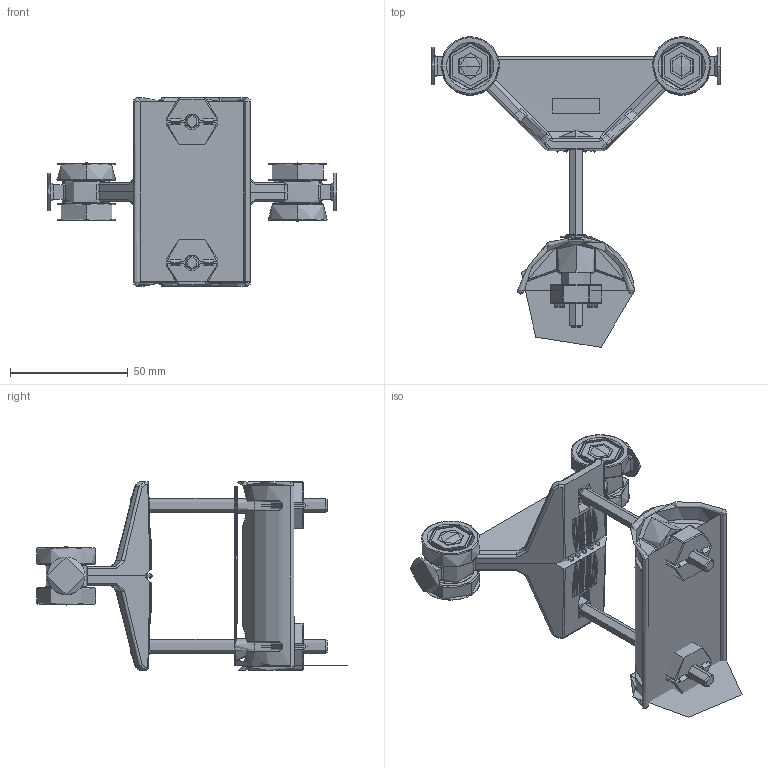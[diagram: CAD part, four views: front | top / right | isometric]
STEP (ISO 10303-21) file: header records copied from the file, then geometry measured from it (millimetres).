
FILE_DESCRIPTION (( 'STEP AP214' ), '1' );
FILE_NAME ('0020594.step', '2023-02-24T11:50:47', ( '' ), ( '' ), 'SwSTEP 2.0', 'SolidWorks 2020', '' );
FILE_SCHEMA (( 'AUTOMOTIVE_DESIGN' ));
Length unit declared in the file: millimetre
Products named in the file (1): 0020594
Bounding box: 122.97 x 132.11 x 80 mm (x, y, z)
Topology: 0 solids, 53 shells, 835 faces, 2073 edges, 1261 vertices
Faces by surface type: plane 337, cylinder 302, bspline 87, torus 58, sphere 31, cone 20
Full cylindrical faces by diameter (mm): 6.4 x1
Entity records: 50236 total; most frequent: CARTESIAN_POINT 23031, ORIENTED_EDGE 3720, DIRECTION 3418, EDGE_CURVE 2042, AXIS2_PLACEMENT_3D 1294, VERTEX_POINT 1248, EDGE_LOOP 901, UNCERTAINTY_MEASURE_WITH_UNIT 837
